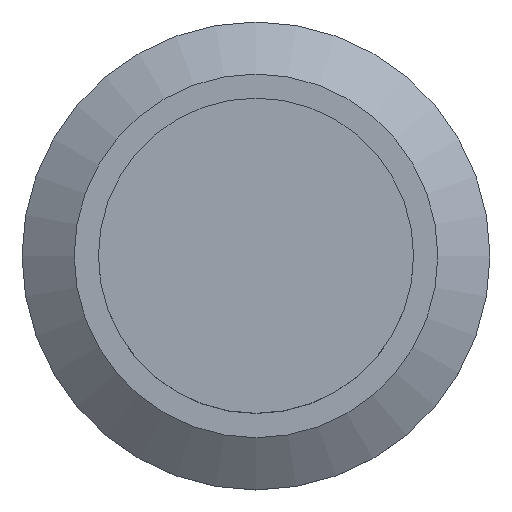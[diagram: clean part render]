
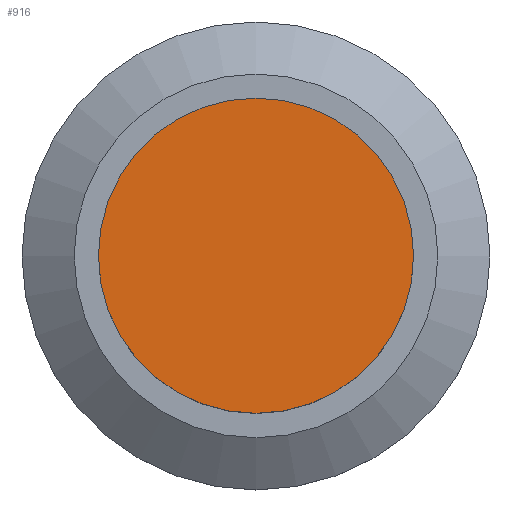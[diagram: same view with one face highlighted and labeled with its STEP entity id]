
A CAD part, top view. The second image highlights one B-rep face of the part: STEP entity #916.
In plain terms, the highlighted planar face has unit normal (0, 0, 1).
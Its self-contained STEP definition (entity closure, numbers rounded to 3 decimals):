
#55=PLANE('',#1020);
#103=FACE_OUTER_BOUND('',#156,.T.);
#156=EDGE_LOOP('',(#758));
#190=CIRCLE('',#1018,6.5);
#426=VERTEX_POINT('',#3979);
#541=EDGE_CURVE('',#426,#426,#190,.T.);
#758=ORIENTED_EDGE('',*,*,#541,.T.);
#916=ADVANCED_FACE('',(#103),#55,.T.);
#1018=AXIS2_PLACEMENT_3D('',#3980,#1166,#1167);
#1020=AXIS2_PLACEMENT_3D('',#3984,#1171,#1172);
#1166=DIRECTION('center_axis',(0.,0.,1.));
#1167=DIRECTION('ref_axis',(-1.,0.,0.));
#1171=DIRECTION('center_axis',(0.,0.,1.));
#1172=DIRECTION('ref_axis',(-1.,0.,0.));
#3979=CARTESIAN_POINT('',(6.5,0.,7.));
#3980=CARTESIAN_POINT('Origin',(0.,0.,7.));
#3984=CARTESIAN_POINT('Origin',(0.,0.,7.));
